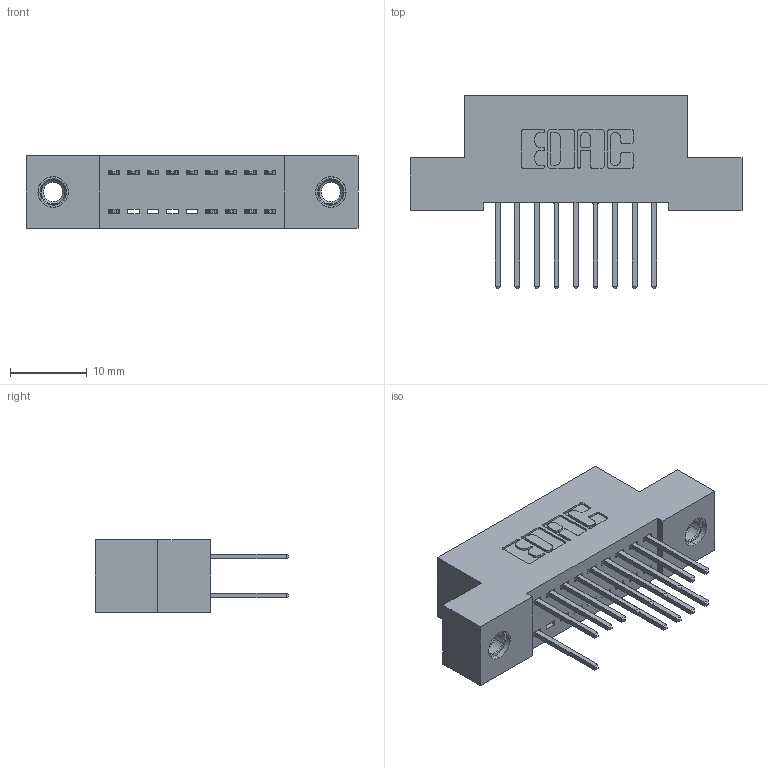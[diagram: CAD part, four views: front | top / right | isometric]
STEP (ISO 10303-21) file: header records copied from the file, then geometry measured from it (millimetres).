
FILE_DESCRIPTION (( 'STEP AP203' ), '1' );
FILE_NAME ('392-018-523-207.STEP', '2018-08-15T03:52:27', ( '' ), ( '' ), 'SwSTEP 2.0', 'SolidWorks 2016', '' );
FILE_SCHEMA (( 'CONFIG_CONTROL_DESIGN' ));
Length unit declared in the file: inch
Products named in the file (4): 345-292-001_345-293-123; 345-250-001_345-250-005-103; 392-018-523-207; 342 Part_TI
Assembly tree (17 placements, depth 2):
  392-018-523-207
    342 Part_TI
    345-292-001_345-293-123  x14
    345-250-001_345-250-005-103  x2
Bounding box: 43.18 x 25.15 x 9.4 mm (x, y, z)
Volume: 3703.5 mm3; surface area: 5164.2 mm2
Topology: 17 solids, 17 shells, 922 faces, 2689 edges, 1766 vertices
Faces by surface type: plane 626, cylinder 280, cone 12, torus 4
Entity records: 11002 total; most frequent: CARTESIAN_POINT 1861, ORIENTED_EDGE 1794, DIRECTION 1675, EDGE_CURVE 897, VECTOR 749, LINE 749, VERTEX_POINT 592, AXIS2_PLACEMENT_3D 463
